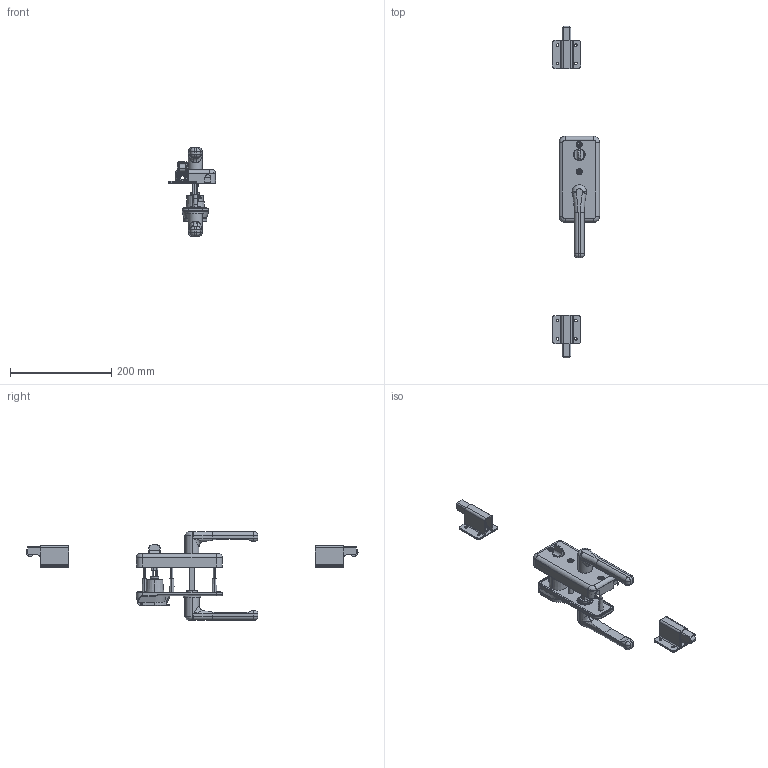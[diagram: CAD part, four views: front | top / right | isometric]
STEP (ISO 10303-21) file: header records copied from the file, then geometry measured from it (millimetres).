
FILE_DESCRIPTION (( 'STEP AP203' ), '1' );
FILE_NAME ('A-363-2A-R.STEP', '2021-08-06T02:26:25', ( '' ), ( '' ), 'SwSTEP 2.0', 'SolidWorks 2018', '' );
FILE_SCHEMA (( 'CONFIG_CONTROL_DESIGN' ));
Length unit declared in the file: millimetre
Products named in the file (28): A-363-2A_ラッチガイド_; A-363-2A_ロックカム_; A-363-2A_錠本体__本体_; A-363-2A_角軸_; A-363-2A-R; A-363-2A_錠本体__本体; A-363-2A_上下ラッチ_; A-363-2A_ラッチガイドベース_; A-363-2A_僄僗僇僢僠儑儞AB_; A-363-2A_内側ハンドル_; A-363-2A_本体側__R; A-363-2A_本体カバー_; A-363-2A_外側ハンドル_; A-363-2A_アジャストカム__R; A-363-2A_シリンダー止め金具_; A-363-2A_榋妏僫僢僩ver1.02_M8僫僢僩(揝)1庬_屇傃宎婎弨; A-363-2A_ばね座金ver1.0_M8ばね座金(鉄); A-363-2A_上下ラッチユニット_; A-363-2A_僉儍僢僾AB_; A-363-2A_スダッドピン_; A-363-2A_ナイロンワッシャ_; A-363-2A_C宆巭傔椫(幉梡)_ver1.00_C宍巭傔椫(幉梡)屇傃20(揝); A-363-2A_エスカッチョン側__R; A-363-2A_サムターン_; A-363-2A_十字穴付小ねじ_内径基準ver1.03_M5×55十字穴付なべ小ねじ(鉄)ダブルセムス小形(P4); A-363-2A_十字穴付小ねじ_内径基準ver1.03_M3×10十字穴付なべ小ねじ(SUS)ダブルセムス小形(P4); A-363-2A_ハブ_; A-363-2A_M8僫僢僩_
Assembly tree (34 placements, depth 3):
  A-363-2A-R
    A-363-2A_本体側__R
      A-363-2A_本体カバー_
      A-363-2A_錠本体__本体
      A-363-2A_錠本体__本体_
      A-363-2A_サムターン_
      A-363-2A_内側ハンドル_
      A-363-2A_十字穴付小ねじ_内径基準ver1.03_M5×55十字穴付なべ小ねじ(鉄)ダブルセムス小形(P4)  x3
      A-363-2A_スダッドピン_  x3
      A-363-2A_ハブ_
      A-363-2A_ロックカム_
    A-363-2A_上下ラッチユニット_  x2
      A-363-2A_ラッチガイド_
      A-363-2A_ラッチガイドベース_
      A-363-2A_上下ラッチ_
    A-363-2A_エスカッチョン側__R
      A-363-2A_僄僗僇僢僠儑儞AB_
      A-363-2A_外側ハンドル_
      A-363-2A_僉儍僢僾AB_
      A-363-2A_アジャストカム__R
      A-363-2A_シリンダー止め金具_
      A-363-2A_ナイロンワッシャ_
      A-363-2A_C宆巭傔椫(幉梡)_ver1.00_C宍巭傔椫(幉梡)屇傃20(揝)
      A-363-2A_十字穴付小ねじ_内径基準ver1.03_M3×10十字穴付なべ小ねじ(SUS)ダブルセムス小形(P4)  x2
    A-363-2A_角軸_
    A-363-2A_M8僫僢僩_  x2
      A-363-2A_榋妏僫僢僩ver1.02_M8僫僢僩(揝)1庬_屇傃宎婎弨
      A-363-2A_ばね座金ver1.0_M8ばね座金(鉄)
Bounding box: 93 x 656 x 175 mm (x, y, z)
Volume: 406009.7 mm3; surface area: 271171.2 mm2
Topology: 34 solids, 34 shells, 1116 faces, 2840 edges, 1833 vertices
Faces by surface type: plane 485, cylinder 469, cone 89, torus 43, bspline 16, sphere 14
Entity records: 29948 total; most frequent: CARTESIAN_POINT 6303, DIRECTION 4494, ORIENTED_EDGE 4148, EDGE_CURVE 2074, AXIS2_PLACEMENT_3D 1705, VERTEX_POINT 1343, LINE 1084, VECTOR 1084
